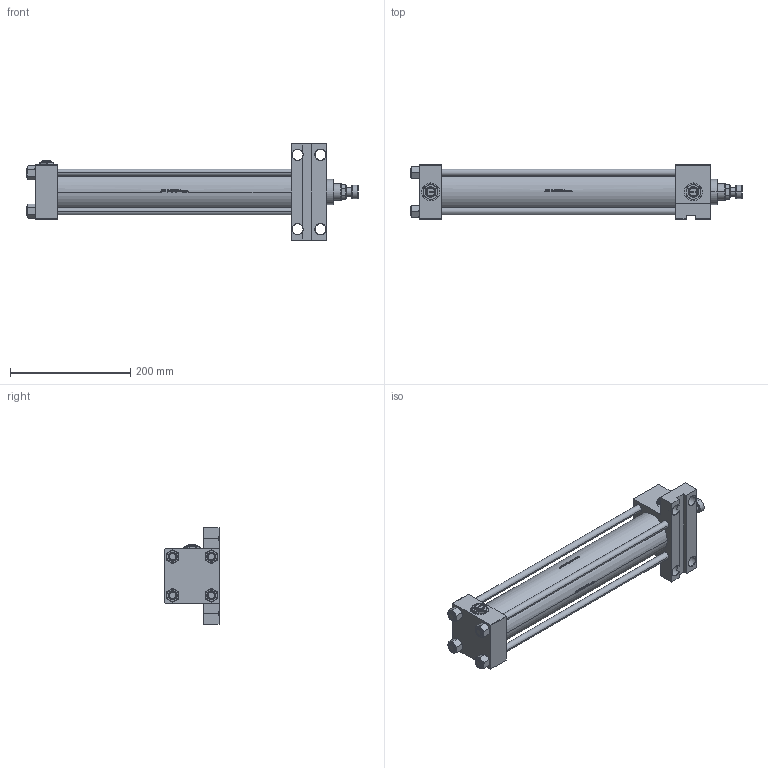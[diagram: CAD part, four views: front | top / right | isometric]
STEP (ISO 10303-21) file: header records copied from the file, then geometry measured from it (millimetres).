
FILE_DESCRIPTION (( 'STEP AP203' ), '1' );
FILE_NAME ('026c.STEP', '2022-04-16T03:03:39', ( '' ), ( '' ), 'SwSTEP 2.0', 'SolidWorks 2019', '' );
FILE_SCHEMA (( 'CONFIG_CONTROL_DESIGN' ));
Length unit declared in the file: millimetre
Products named in the file (8): V215CR_VCP_F b4676df7abccd7fac975dec7bfbf6775; 026c; Zatka_pro_OIL_PORT b4676df7abccd7fac975dec7bfbf6775; NUT_M5_F b4676df7abccd7fac975dec7bfbf6775; V215CR_F_TYCINKA b4676df7abccd7fac975dec7bfbf6775; V215CR_F_Body b4676df7abccd7fac975dec7bfbf6775; V215CR_ROD_END_W b4676df7abccd7fac975dec7bfbf6775; V215_VC_A b4676df7abccd7fac975dec7bfbf6775
Assembly tree (14 placements, depth 2):
  026c
    V215CR_F_Body b4676df7abccd7fac975dec7bfbf6775
    V215CR_VCP_F b4676df7abccd7fac975dec7bfbf6775
    V215CR_F_TYCINKA b4676df7abccd7fac975dec7bfbf6775  x4
    NUT_M5_F b4676df7abccd7fac975dec7bfbf6775  x4
    V215_VC_A b4676df7abccd7fac975dec7bfbf6775
    V215CR_ROD_END_W b4676df7abccd7fac975dec7bfbf6775
    Zatka_pro_OIL_PORT b4676df7abccd7fac975dec7bfbf6775  x2
Bounding box: 553 x 90 x 160 mm (x, y, z)
Volume: 1575563.7 mm3; surface area: 416893.2 mm2
Topology: 14 solids, 14 shells, 1231 faces, 3084 edges, 1972 vertices
Faces by surface type: plane 492, bspline 380, cone 196, cylinder 151, torus 12
Entity records: 50867 total; most frequent: CARTESIAN_POINT 26752, ORIENTED_EDGE 5468, DIRECTION 3526, EDGE_CURVE 2734, VERTEX_POINT 1770, VECTOR 1380, LINE 1380, EDGE_LOOP 1182
